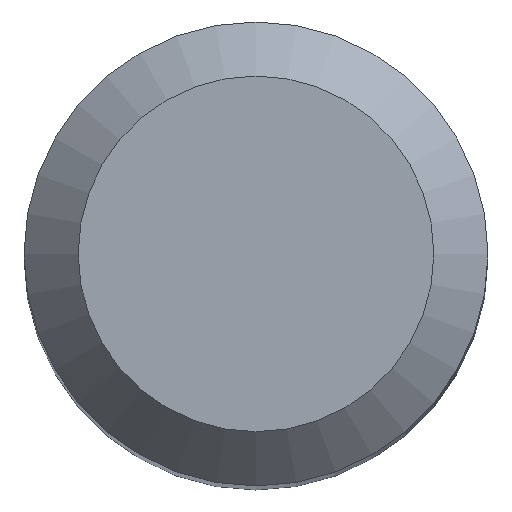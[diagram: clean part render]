
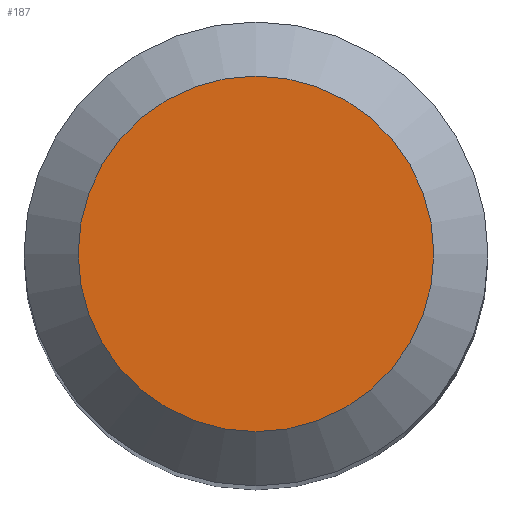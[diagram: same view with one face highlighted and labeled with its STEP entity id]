
A CAD part, top view. The second image highlights one B-rep face of the part: STEP entity #187.
In plain terms, the highlighted planar face has unit normal (0, 0, 1).
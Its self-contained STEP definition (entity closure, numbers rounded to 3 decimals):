
#35 = CARTESIAN_POINT ( 'NONE',  ( 0., 0., 66. ) ) ;
#45 = VERTEX_POINT ( 'NONE', #186 ) ;
#48 = FACE_OUTER_BOUND ( 'NONE', #168, .T. ) ;
#57 = DIRECTION ( 'NONE',  ( 0., 1., 0. ) ) ;
#59 = AXIS2_PLACEMENT_3D ( 'NONE', #35, #80, #57 ) ;
#80 = DIRECTION ( 'NONE',  ( 0., 0., -1. ) ) ;
#84 = AXIS2_PLACEMENT_3D ( 'NONE', #131, #240, #259 ) ;
#100 = EDGE_CURVE ( 'NONE', #45, #45, #102, .T. ) ;
#102 = CIRCLE ( 'NONE', #59, 2.3 ) ;
#114 = ORIENTED_EDGE ( 'NONE', *, *, #100, .F. ) ;
#131 = CARTESIAN_POINT ( 'NONE',  ( 0., 0., 66. ) ) ;
#168 = EDGE_LOOP ( 'NONE', ( #114 ) ) ;
#175 = PLANE ( 'NONE',  #84 ) ;
#186 = CARTESIAN_POINT ( 'NONE',  ( 0., 2.3, 66. ) ) ;
#187 = ADVANCED_FACE ( 'NONE', ( #48 ), #175, .F. ) ;
#240 = DIRECTION ( 'NONE',  ( 0., 0., -1. ) ) ;
#259 = DIRECTION ( 'NONE',  ( 0., 1., 0. ) ) ;
